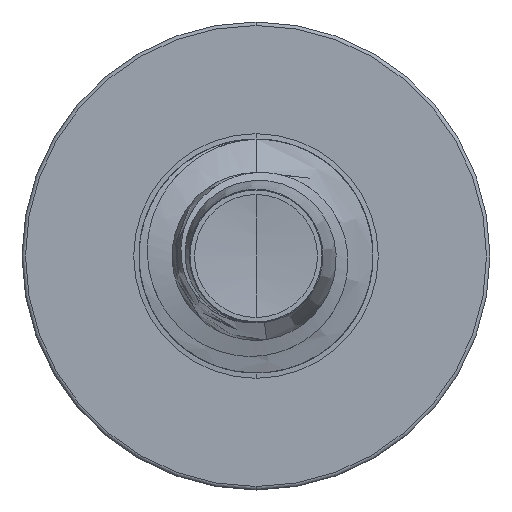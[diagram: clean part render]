
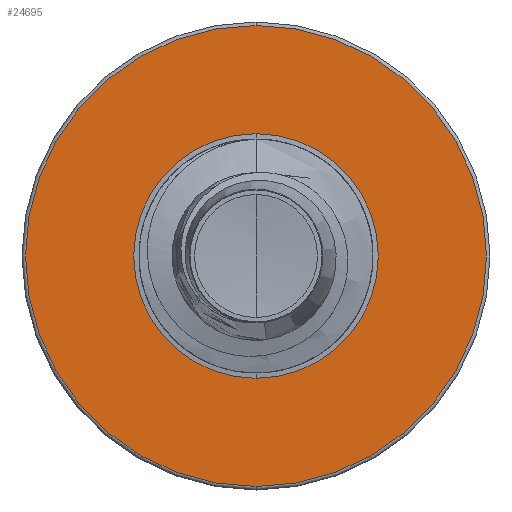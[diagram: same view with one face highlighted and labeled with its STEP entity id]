
A CAD part, front view. The second image highlights one B-rep face of the part: STEP entity #24695.
In plain terms, the highlighted planar face has unit normal (0, -1, 0).
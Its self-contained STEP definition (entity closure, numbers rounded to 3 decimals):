
#271 = VERTEX_POINT ( 'NONE', #10645 ) ;
#642 = DIRECTION ( 'NONE',  ( 0., 0., 1. ) ) ;
#879 = CIRCLE ( 'NONE', #3105, 1.15 ) ;
#2900 = AXIS2_PLACEMENT_3D ( 'NONE', #11698, #24485, #13876 ) ;
#3105 = AXIS2_PLACEMENT_3D ( 'NONE', #24170, #13413, #25450 ) ;
#4556 = AXIS2_PLACEMENT_3D ( 'NONE', #13349, #25421, #15488 ) ;
#5227 = CARTESIAN_POINT ( 'NONE',  ( 0., 11., -1.15 ) ) ;
#5657 = AXIS2_PLACEMENT_3D ( 'NONE', #20409, #8056, #21980 ) ;
#6712 = CIRCLE ( 'NONE', #2900, 2.167 ) ;
#8056 = DIRECTION ( 'NONE',  ( 0., 1., 0. ) ) ;
#8240 = CIRCLE ( 'NONE', #5657, 2.167 ) ;
#8694 = ORIENTED_EDGE ( 'NONE', *, *, #21974, .T. ) ;
#10645 = CARTESIAN_POINT ( 'NONE',  ( 0., 11., -1.15 ) ) ;
#11698 = CARTESIAN_POINT ( 'NONE',  ( 0., 11., 0. ) ) ;
#13105 = AXIS2_PLACEMENT_3D ( 'NONE', #5227, #14629, #642 ) ;
#13330 = FACE_BOUND ( 'NONE', #19694, .T. ) ;
#13349 = CARTESIAN_POINT ( 'NONE',  ( 0., 11., 0. ) ) ;
#13413 = DIRECTION ( 'NONE',  ( 0., 1., 0. ) ) ;
#13555 = VERTEX_POINT ( 'NONE', #17897 ) ;
#13847 = ORIENTED_EDGE ( 'NONE', *, *, #21154, .T. ) ;
#13876 = DIRECTION ( 'NONE',  ( 0., 0., 1. ) ) ;
#14629 = DIRECTION ( 'NONE',  ( 0., 1., 0. ) ) ;
#15488 = DIRECTION ( 'NONE',  ( 0., 0., 1. ) ) ;
#16457 = CARTESIAN_POINT ( 'NONE',  ( 0., 11., 2.167 ) ) ;
#16772 = VERTEX_POINT ( 'NONE', #18580 ) ;
#17858 = VERTEX_POINT ( 'NONE', #16457 ) ;
#17897 = CARTESIAN_POINT ( 'NONE',  ( 0., 11., -2.167 ) ) ;
#18533 = ORIENTED_EDGE ( 'NONE', *, *, #22132, .F. ) ;
#18580 = CARTESIAN_POINT ( 'NONE',  ( 0., 11., 1.15 ) ) ;
#19563 = CIRCLE ( 'NONE', #4556, 1.15 ) ;
#19694 = EDGE_LOOP ( 'NONE', ( #13847, #8694 ) ) ;
#20409 = CARTESIAN_POINT ( 'NONE',  ( 0., 11., 0. ) ) ;
#20608 = EDGE_CURVE ( 'NONE', #17858, #13555, #8240, .T. ) ;
#21154 = EDGE_CURVE ( 'NONE', #16772, #271, #19563, .T. ) ;
#21944 = PLANE ( 'NONE',  #13105 ) ;
#21974 = EDGE_CURVE ( 'NONE', #271, #16772, #879, .T. ) ;
#21980 = DIRECTION ( 'NONE',  ( 0., 0., 1. ) ) ;
#22132 = EDGE_CURVE ( 'NONE', #13555, #17858, #6712, .T. ) ;
#23058 = FACE_OUTER_BOUND ( 'NONE', #25228, .T. ) ;
#24170 = CARTESIAN_POINT ( 'NONE',  ( 0., 11., 0. ) ) ;
#24485 = DIRECTION ( 'NONE',  ( 0., 1., 0. ) ) ;
#24695 = ADVANCED_FACE ( 'NONE', ( #23058, #13330 ), #21944, .F. ) ;
#25228 = EDGE_LOOP ( 'NONE', ( #25720, #18533 ) ) ;
#25421 = DIRECTION ( 'NONE',  ( 0., 1., 0. ) ) ;
#25450 = DIRECTION ( 'NONE',  ( 0., 0., 1. ) ) ;
#25720 = ORIENTED_EDGE ( 'NONE', *, *, #20608, .F. ) ;
